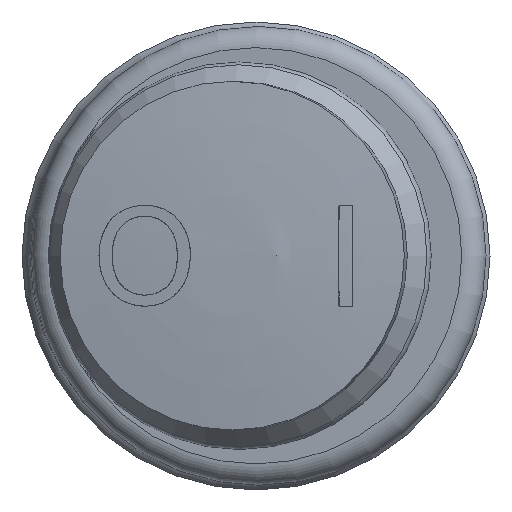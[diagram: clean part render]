
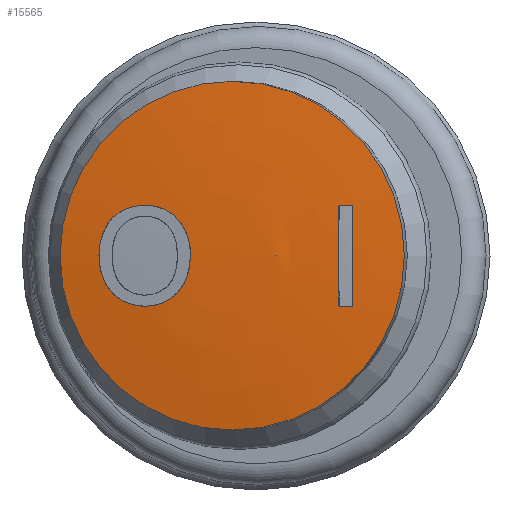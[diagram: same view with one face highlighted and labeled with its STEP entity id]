
A CAD part, top view. The second image highlights one B-rep face of the part: STEP entity #15565.
In plain terms, the highlighted toroidal (fillet/blend) face has major radius 1.27 mm and minor radius 108.622 mm.
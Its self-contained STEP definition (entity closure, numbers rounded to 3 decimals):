
#19=VERTEX_LOOP('',#9799);
#21=DEGENERATE_TOROIDAL_SURFACE('',#16776,1.27,108.622,
 .F.);
#957=B_SPLINE_CURVE_WITH_KNOTS('',3,(#35908,#35909,#35910,#35911),
 .UNSPECIFIED.,.F.,.F.,(4,4),(0.,0.001),
 .UNSPECIFIED.);
#958=B_SPLINE_CURVE_WITH_KNOTS('',3,(#35914,#35915,#35916,#35917),
 .UNSPECIFIED.,.F.,.F.,(4,4),(0.,0.006),
 .UNSPECIFIED.);
#959=B_SPLINE_CURVE_WITH_KNOTS('',3,(#35919,#35920,#35921,#35922),
 .UNSPECIFIED.,.F.,.F.,(4,4),(0.,0.001),
 .UNSPECIFIED.);
#960=B_SPLINE_CURVE_WITH_KNOTS('',3,(#35924,#35925,#35926,#35927),
 .UNSPECIFIED.,.F.,.F.,(4,4),(0.,0.006),
 .UNSPECIFIED.);
#961=B_SPLINE_CURVE_WITH_KNOTS('',3,(#35928,#35929,#35930,#35931,#35932,
#35933,#35934,#35935,#35936),.UNSPECIFIED.,.F.,.F.,(4,1,1,1,1,1,4),(0.,
0.25,0.5,0.563,0.625,0.75,1.),.UNSPECIFIED.);
#962=B_SPLINE_CURVE_WITH_KNOTS('',3,(#35939,#35940,#35941,#35942,#35943,
#35944,#35945,#35946,#35947,#35948,#35949,#35950,#35951,#35952,#35953,#35954,
#35955,#35956),.UNSPECIFIED.,.F.,.F.,(4,1,1,1,1,1,1,1,1,1,1,1,1,1,1,4),
(-0.004,-0.002,-0.002,-0.001,
0.,0.001,0.002,0.003,
0.004,0.005,0.006,0.006,
0.007,0.008,0.009,0.01),
 .UNSPECIFIED.);
#1400=CIRCLE('',#16777,9.5);
#5987=ORIENTED_EDGE('',*,*,#8268,.T.);
#5988=ORIENTED_EDGE('',*,*,#8269,.T.);
#5989=ORIENTED_EDGE('',*,*,#8270,.T.);
#5990=ORIENTED_EDGE('',*,*,#8271,.T.);
#5991=ORIENTED_EDGE('',*,*,#8272,.T.);
#5992=ORIENTED_EDGE('',*,*,#8273,.T.);
#5993=ORIENTED_EDGE('',*,*,#8274,.F.);
#8268=EDGE_CURVE('',#9793,#9794,#957,.T.);
#8269=EDGE_CURVE('',#9794,#9795,#958,.T.);
#8270=EDGE_CURVE('',#9795,#9796,#959,.T.);
#8271=EDGE_CURVE('',#9796,#9793,#960,.T.);
#8272=EDGE_CURVE('',#9797,#9798,#961,.T.);
#8273=EDGE_CURVE('',#9798,#9797,#962,.T.);
#8274=EDGE_CURVE('',#9800,#9800,#1400,.T.);
#9793=VERTEX_POINT('',#35912);
#9794=VERTEX_POINT('',#35913);
#9795=VERTEX_POINT('',#35918);
#9796=VERTEX_POINT('',#35923);
#9797=VERTEX_POINT('',#35937);
#9798=VERTEX_POINT('',#35938);
#9799=VERTEX_POINT('',#35957);
#9800=VERTEX_POINT('',#35959);
#13201=EDGE_LOOP('',(#5987,#5988,#5989,#5990));
#13202=EDGE_LOOP('',(#5991,#5992));
#13203=EDGE_LOOP('',(#5993));
#14223=FACE_BOUND('',#13201,.T.);
#14224=FACE_BOUND('',#13202,.T.);
#14225=FACE_BOUND('',#19,.T.);
#14226=FACE_BOUND('',#13203,.T.);
#15565=ADVANCED_FACE('',(#14223,#14224,#14225,#14226),#21,.F.);
#16776=AXIS2_PLACEMENT_3D('',#35907,#19992,#19993);
#16777=AXIS2_PLACEMENT_3D('',#35958,#19994,#19995);
#19992=DIRECTION('',(0.,0.,-1.));
#19993=DIRECTION('',(-1.,0.,0.));
#19994=DIRECTION('',(0.,0.,-1.));
#19995=DIRECTION('',(-1.,0.,0.));
#35907=CARTESIAN_POINT('',(0.,0.,-104.615));
#35908=CARTESIAN_POINT('',(-6.666,2.75,3.676));
#35909=CARTESIAN_POINT('',(-6.423,2.75,3.693));
#35910=CARTESIAN_POINT('',(-6.179,2.75,3.71));
#35911=CARTESIAN_POINT('',(-5.935,2.75,3.726));
#35912=CARTESIAN_POINT('',(-6.666,2.75,3.676));
#35913=CARTESIAN_POINT('',(-5.935,2.75,3.726));
#35914=CARTESIAN_POINT('',(-5.935,2.75,3.726));
#35915=CARTESIAN_POINT('',(-5.935,0.917,3.782));
#35916=CARTESIAN_POINT('',(-5.935,-0.917,3.782));
#35917=CARTESIAN_POINT('',(-5.935,-2.75,3.726));
#35918=CARTESIAN_POINT('',(-5.935,-2.75,3.726));
#35919=CARTESIAN_POINT('',(-5.935,-2.75,3.726));
#35920=CARTESIAN_POINT('',(-6.179,-2.75,3.71));
#35921=CARTESIAN_POINT('',(-6.423,-2.75,3.693));
#35922=CARTESIAN_POINT('',(-6.666,-2.75,3.676));
#35923=CARTESIAN_POINT('',(-6.666,-2.75,3.676));
#35924=CARTESIAN_POINT('',(-6.666,-2.75,3.676));
#35925=CARTESIAN_POINT('',(-6.666,-0.917,3.731));
#35926=CARTESIAN_POINT('',(-6.666,0.917,3.731));
#35927=CARTESIAN_POINT('',(-6.666,2.75,3.676));
#35928=CARTESIAN_POINT('',(2.612,1.551,3.922));
#35929=CARTESIAN_POINT('',(2.709,1.721,3.915));
#35930=CARTESIAN_POINT('',(2.994,2.088,3.897));
#35931=CARTESIAN_POINT('',(3.351,2.364,3.875));
#35932=CARTESIAN_POINT('',(3.677,2.528,3.856));
#35933=CARTESIAN_POINT('',(3.841,2.596,3.847));
#35934=CARTESIAN_POINT('',(4.175,2.704,3.828));
#35935=CARTESIAN_POINT('',(4.52,2.75,3.809));
#35936=CARTESIAN_POINT('',(4.781,2.75,3.795));
#35937=CARTESIAN_POINT('',(2.612,1.551,3.922));
#35938=CARTESIAN_POINT('',(4.781,2.75,3.795));
#35939=CARTESIAN_POINT('',(4.781,2.75,3.795));
#35940=CARTESIAN_POINT('',(5.377,2.75,3.763));
#35941=CARTESIAN_POINT('',(6.27,2.464,3.715));
#35942=CARTESIAN_POINT('',(7.02,1.513,3.68));
#35943=CARTESIAN_POINT('',(7.299,0.663,3.668));
#35944=CARTESIAN_POINT('',(7.35,-0.238,3.666));
#35945=CARTESIAN_POINT('',(7.189,-1.114,3.672));
#35946=CARTESIAN_POINT('',(6.769,-1.922,3.691));
#35947=CARTESIAN_POINT('',(6.063,-2.485,3.727));
#35948=CARTESIAN_POINT('',(5.205,-2.765,3.772));
#35949=CARTESIAN_POINT('',(4.302,-2.761,3.821));
#35950=CARTESIAN_POINT('',(3.453,-2.466,3.869));
#35951=CARTESIAN_POINT('',(2.764,-1.874,3.911));
#35952=CARTESIAN_POINT('',(2.354,-1.065,3.941));
#35953=CARTESIAN_POINT('',(2.199,-0.178,3.954));
#35954=CARTESIAN_POINT('',(2.271,0.718,3.948));
#35955=CARTESIAN_POINT('',(2.463,1.29,3.932));
#35956=CARTESIAN_POINT('',(2.612,1.551,3.922));
#35957=CARTESIAN_POINT('',(0.,0.,4.));
#35958=CARTESIAN_POINT('',(0.,0.,3.472));
#35959=CARTESIAN_POINT('',(-9.5,0.,3.472));
